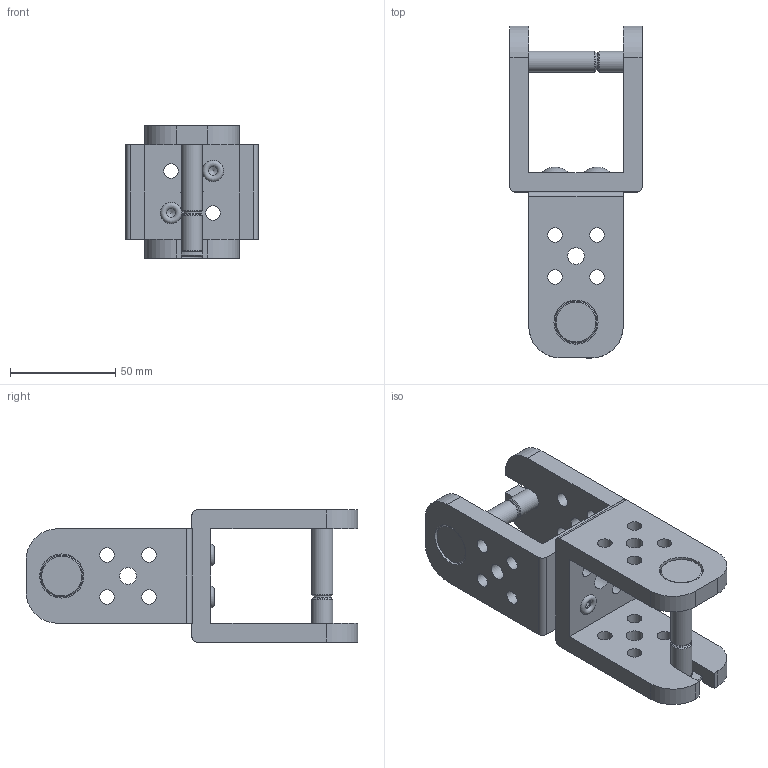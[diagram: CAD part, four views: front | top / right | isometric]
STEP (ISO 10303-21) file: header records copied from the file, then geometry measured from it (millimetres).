
FILE_DESCRIPTION(/* description */ (''),/* implementation_level */ '2;1');
FILE_NAME(/* name */ 'クランプ金具Assy　45角直交用.stp',/* time_stamp */ '2022-08-25T11:20:47+09:00',/* author */ ('sah_deepak'),/* organization */ (''),/* preprocessor_version */ 'ST-DEVELOPER v18.1',/* originating_system */ 'Autodesk Inventor 2021',/* authorisation */ '');
FILE_SCHEMA (('AUTOMOTIVE_DESIGN { 1 0 10303 214 3 1 1 }'));
Length unit declared in the file: millimetre
Products named in the file (5): クランプ金具Assy　45角直交用; クランプ金具; K0014404-特殊ナット試作用; K0014405-特殊ボルト試作用; K0014176-リベット4.6
Assembly tree (8 placements, depth 2):
  クランプ金具Assy　45角直交用
    クランプ金具  x2
    K0014176-リベット4.6  x2
    K0014404-特殊ナット試作用  x2
    K0014405-特殊ボルト試作用  x2
Bounding box: 63 x 158 x 63 mm (x, y, z)
Volume: 154914.9 mm3; surface area: 59246.6 mm2
Topology: 8 solids, 8 shells, 180 faces, 418 edges, 260 vertices
Faces by surface type: cylinder 80, plane 70, cone 16, torus 12, sphere 2
Full cylindrical faces by diameter (mm): 4.2 x2, 6 x2, 6.6 x2, 6.8 x8, 6.9 x16, 8 x6, 10 x6, 10.5 x2, 11 x2, 20 x4, 21 x2
Entity records: 2841 total; most frequent: DIRECTION 508, CARTESIAN_POINT 438, ORIENTED_EDGE 410, EDGE_CURVE 205, AXIS2_PLACEMENT_3D 200, VERTEX_POINT 130, EDGE_LOOP 129, LINE 108
